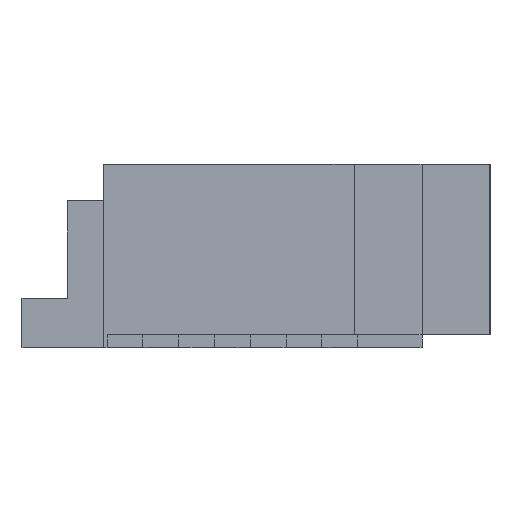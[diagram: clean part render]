
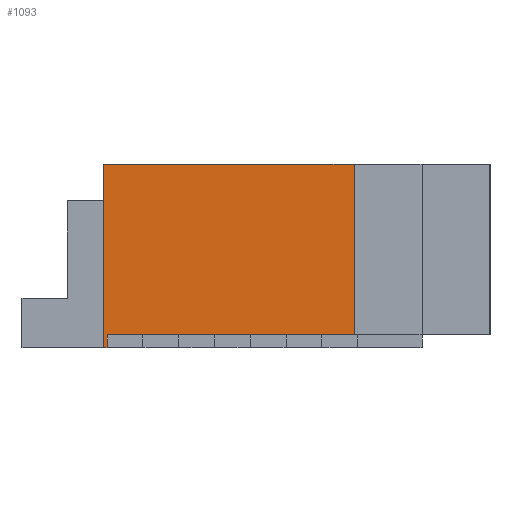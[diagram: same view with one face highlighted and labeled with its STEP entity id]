
A CAD part, left-side view. The second image highlights one B-rep face of the part: STEP entity #1093.
In plain terms, the highlighted planar face has unit normal (-1, 0, 0).
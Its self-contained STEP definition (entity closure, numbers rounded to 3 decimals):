
#40 = VERTEX_POINT('',#41);
#41 = CARTESIAN_POINT('',(-8.435,0.8,2.56));
#47 = EDGE_CURVE('',#48,#40,#50,.T.);
#48 = VERTEX_POINT('',#49);
#49 = CARTESIAN_POINT('',(-8.435,0.8,0.));
#50 = LINE('',#51,#52);
#51 = CARTESIAN_POINT('',(-8.435,0.8,0.));
#52 = VECTOR('',#53,1.);
#53 = DIRECTION('',(0.,0.,1.));
#485 = VERTEX_POINT('',#486);
#486 = CARTESIAN_POINT('',(-8.435,0.75,0.));
#492 = EDGE_CURVE('',#48,#485,#493,.T.);
#493 = LINE('',#494,#495);
#494 = CARTESIAN_POINT('',(-8.435,0.8,0.));
#495 = VECTOR('',#496,1.);
#496 = DIRECTION('',(0.,-1.,0.));
#1093 = ADVANCED_FACE('',(#1094),#1128,.F.);
#1094 = FACE_BOUND('',#1095,.F.);
#1095 = EDGE_LOOP('',(#1096,#1097,#1098,#1106,#1114,#1122));
#1096 = ORIENTED_EDGE('',*,*,#492,.F.);
#1097 = ORIENTED_EDGE('',*,*,#47,.T.);
#1098 = ORIENTED_EDGE('',*,*,#1099,.T.);
#1099 = EDGE_CURVE('',#40,#1100,#1102,.T.);
#1100 = VERTEX_POINT('',#1101);
#1101 = CARTESIAN_POINT('',(-8.435,-2.7,2.56));
#1102 = LINE('',#1103,#1104);
#1103 = CARTESIAN_POINT('',(-8.435,0.8,2.56));
#1104 = VECTOR('',#1105,1.);
#1105 = DIRECTION('',(0.,-1.,0.));
#1106 = ORIENTED_EDGE('',*,*,#1107,.F.);
#1107 = EDGE_CURVE('',#1108,#1100,#1110,.T.);
#1108 = VERTEX_POINT('',#1109);
#1109 = CARTESIAN_POINT('',(-8.435,-2.7,0.18));
#1110 = LINE('',#1111,#1112);
#1111 = CARTESIAN_POINT('',(-8.435,-2.7,0.));
#1112 = VECTOR('',#1113,1.);
#1113 = DIRECTION('',(0.,0.,1.));
#1114 = ORIENTED_EDGE('',*,*,#1115,.F.);
#1115 = EDGE_CURVE('',#1116,#1108,#1118,.T.);
#1116 = VERTEX_POINT('',#1117);
#1117 = CARTESIAN_POINT('',(-8.435,0.75,0.18));
#1118 = LINE('',#1119,#1120);
#1119 = CARTESIAN_POINT('',(-8.435,-0.1,0.18));
#1120 = VECTOR('',#1121,1.);
#1121 = DIRECTION('',(0.,-1.,0.));
#1122 = ORIENTED_EDGE('',*,*,#1123,.T.);
#1123 = EDGE_CURVE('',#1116,#485,#1124,.T.);
#1124 = LINE('',#1125,#1126);
#1125 = CARTESIAN_POINT('',(-8.435,0.75,0.));
#1126 = VECTOR('',#1127,1.);
#1127 = DIRECTION('',(-0.,0.,-1.));
#1128 = PLANE('',#1129);
#1129 = AXIS2_PLACEMENT_3D('',#1130,#1131,#1132);
#1130 = CARTESIAN_POINT('',(-8.435,0.8,0.));
#1131 = DIRECTION('',(1.,0.,0.));
#1132 = DIRECTION('',(0.,-1.,0.));
